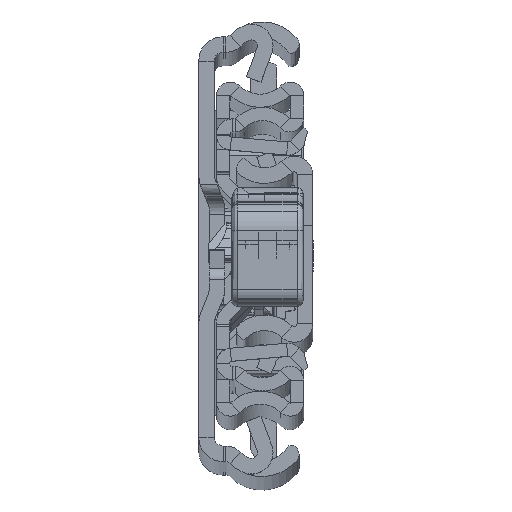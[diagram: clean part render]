
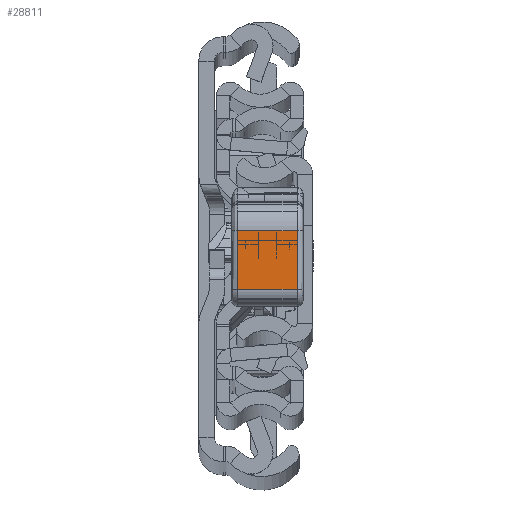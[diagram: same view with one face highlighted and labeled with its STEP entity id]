
A CAD part, top view. The second image highlights one B-rep face of the part: STEP entity #28811.
In plain terms, the highlighted face is planar.
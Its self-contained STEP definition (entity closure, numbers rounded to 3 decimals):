
#258 = VERTEX_POINT ( 'NONE', #6444 ) ;
#350 = VECTOR ( 'NONE', #17029, 1000. ) ;
#1316 = ORIENTED_EDGE ( 'NONE', *, *, #5783, .T. ) ;
#1961 = DIRECTION ( 'NONE',  ( -1., 0.027, 0. ) ) ;
#2307 = PLANE ( 'NONE',  #3931 ) ;
#3443 = VECTOR ( 'NONE', #6100, 1000. ) ;
#3931 = AXIS2_PLACEMENT_3D ( 'NONE', #10304, #1961, #10147 ) ;
#4525 = CARTESIAN_POINT ( 'NONE',  ( 39.55, -12.274, 0. ) ) ;
#5515 = VECTOR ( 'NONE', #17844, 1000. ) ;
#5783 = EDGE_CURVE ( 'NONE', #258, #23774, #14787, .T. ) ;
#6100 = DIRECTION ( 'NONE',  ( 0., 0., 1. ) ) ;
#6444 = CARTESIAN_POINT ( 'NONE',  ( 39.55, -12.274, 10. ) ) ;
#7307 = EDGE_CURVE ( 'NONE', #29581, #10862, #24448, .T. ) ;
#9310 = DIRECTION ( 'NONE',  ( 0.027, 1., 0. ) ) ;
#10147 = DIRECTION ( 'NONE',  ( -0.027, -1., 0. ) ) ;
#10304 = CARTESIAN_POINT ( 'NONE',  ( 39.55, -12.274, 11. ) ) ;
#10506 = EDGE_LOOP ( 'NONE', ( #1316, #25437, #18680, #19609 ) ) ;
#10862 = VERTEX_POINT ( 'NONE', #11216 ) ;
#11216 = CARTESIAN_POINT ( 'NONE',  ( 39.818, -2.465, 10. ) ) ;
#14076 = LINE ( 'NONE', #4525, #28701 ) ;
#14787 = LINE ( 'NONE', #30081, #5515 ) ;
#15270 = CARTESIAN_POINT ( 'NONE',  ( 39.818, -2.465, 0. ) ) ;
#17029 = DIRECTION ( 'NONE',  ( -0.027, -1., 0. ) ) ;
#17290 = FACE_OUTER_BOUND ( 'NONE', #10506, .T. ) ;
#17364 = CARTESIAN_POINT ( 'NONE',  ( 39.55, -12.274, 10. ) ) ;
#17844 = DIRECTION ( 'NONE',  ( 0., 0., -1. ) ) ;
#18092 = EDGE_CURVE ( 'NONE', #10862, #258, #27570, .T. ) ;
#18680 = ORIENTED_EDGE ( 'NONE', *, *, #7307, .T. ) ;
#19609 = ORIENTED_EDGE ( 'NONE', *, *, #18092, .T. ) ;
#19741 = EDGE_CURVE ( 'NONE', #23774, #29581, #14076, .T. ) ;
#23774 = VERTEX_POINT ( 'NONE', #30113 ) ;
#24448 = LINE ( 'NONE', #29222, #3443 ) ;
#25437 = ORIENTED_EDGE ( 'NONE', *, *, #19741, .T. ) ;
#27570 = LINE ( 'NONE', #17364, #350 ) ;
#28701 = VECTOR ( 'NONE', #9310, 1000. ) ;
#28811 = ADVANCED_FACE ( 'NONE', ( #17290 ), #2307, .F. ) ;
#29222 = CARTESIAN_POINT ( 'NONE',  ( 39.818, -2.465, 11. ) ) ;
#29581 = VERTEX_POINT ( 'NONE', #15270 ) ;
#30081 = CARTESIAN_POINT ( 'NONE',  ( 39.55, -12.274, 11. ) ) ;
#30113 = CARTESIAN_POINT ( 'NONE',  ( 39.55, -12.274, 0. ) ) ;
